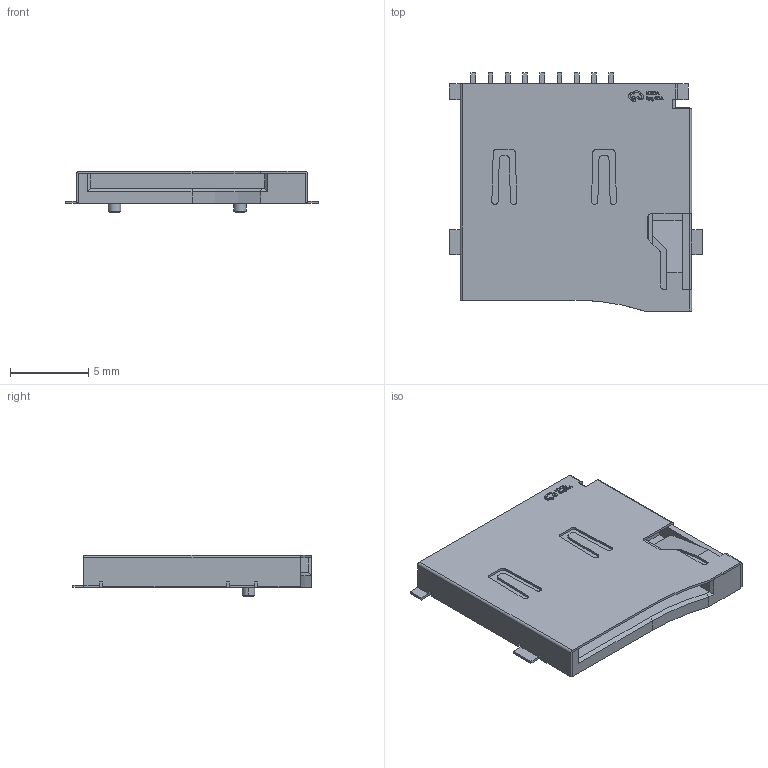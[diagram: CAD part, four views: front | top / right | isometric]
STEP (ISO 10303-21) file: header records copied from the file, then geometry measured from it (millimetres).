
FILE_DESCRIPTION(('Open CASCADE Model'),'2;1');
FILE_NAME('Open CASCADE Shape Model','2025-10-22T11:43:33',('Author'),( 'Open CASCADE'),'Open CASCADE STEP processor 7.9','Open CASCADE 7.9' ,'Unknown');
FILE_SCHEMA(('AUTOMOTIVE_DESIGN { 1 0 10303 214 1 1 1 1 }'));
Length unit declared in the file: millimetre
Products named in the file (1): COMPOUND
Bounding box: 16.15 x 15.2 x 2.66 mm (x, y, z)
Volume: 264 mm3; surface area: 1114.7 mm2
Topology: 11 solids, 11 shells, 454 faces, 1204 edges, 800 vertices
Faces by surface type: bspline 454
Entity records: 16737 total; most frequent: CARTESIAN_POINT 6058, ORIENTED_EDGE 2408, EDGE_CURVE 1204, B_SPLINE_CURVE_WITH_KNOTS 1127, VERTEX_POINT 800, FACE_BOUND 488, EDGE_LOOP 488, PRESENTATION_STYLE_ASSIGNMENT 465
